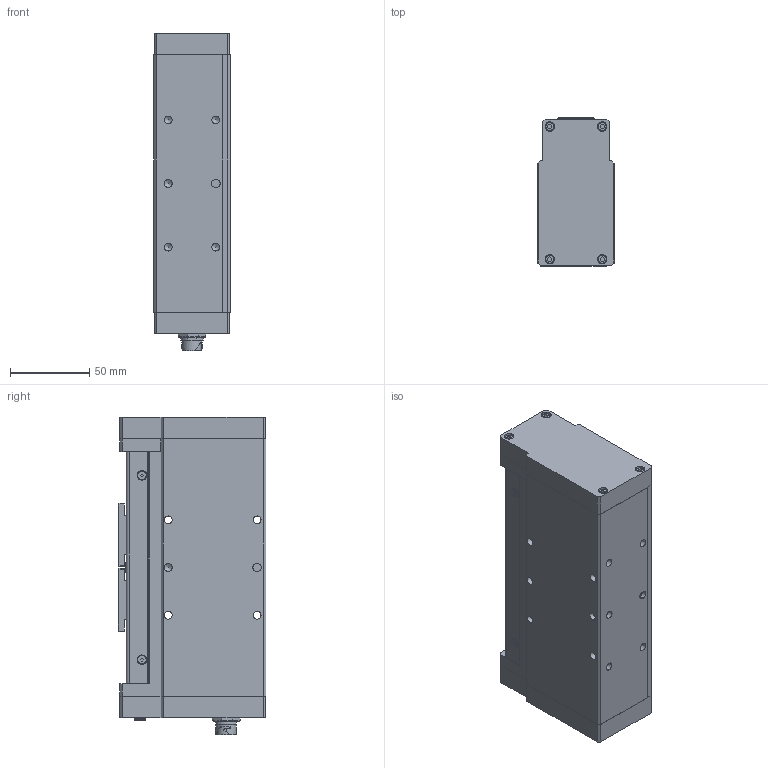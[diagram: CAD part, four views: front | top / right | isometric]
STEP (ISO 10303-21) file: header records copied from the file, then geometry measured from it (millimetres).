
FILE_DESCRIPTION(/* description */ (''),/* implementation_level */ '2;1');
FILE_NAME(/* name */ 'XEG-64_3D.stp',/* time_stamp */ '2018-06-28T14:35:25+08:00',/* author */ ('yiting'),/* organization */ (''),/* preprocessor_version */ 'ST-DEVELOPER v16.5',/* originating_system */ 'Autodesk Inventor 2017',/* authorisation */ '');
FILE_SCHEMA (('AUTOMOTIVE_DESIGN { 1 0 10303 214 3 1 1 }'));
Products named in the file (3): XEG-64_3D; XEG-64本體; XEG-64 滑塊
Assembly tree (3 placements, depth 2):
  XEG-64_3D
    XEG-64本體
    XEG-64 滑塊  x2
Bounding box: 48 x 93 x 199.65 mm (x, y, z)
Volume: 781688.8 mm3; surface area: 75667.2 mm2
Topology: 3 solids, 41 shells, 2087 faces, 4754 edges, 3131 vertices
Faces by surface type: plane 1311, bspline 359, cylinder 326, cone 67, torus 24
Full cylindrical faces by diameter (mm): 0.9 x11, 0.95 x11, 2.6 x10, 3 x33, 3.2 x14, 3.4 x4, 4.917 x8, 5 x7, 5.2 x4, 5.5 x21, 6 x18, 7 x2, 7.9 x1, 8 x1, 8.8 x1, 8.9 x1, 10.1 x1, 12.8 x1
Entity records: 68031 total; most frequent: CARTESIAN_POINT 24038, ORIENTED_EDGE 8708, DIRECTION 8316, EDGE_CURVE 4349, AXIS2_PLACEMENT_3D 3150, VERTEX_POINT 2992, EDGE_LOOP 2736, FACE_OUTER_BOUND 2047
